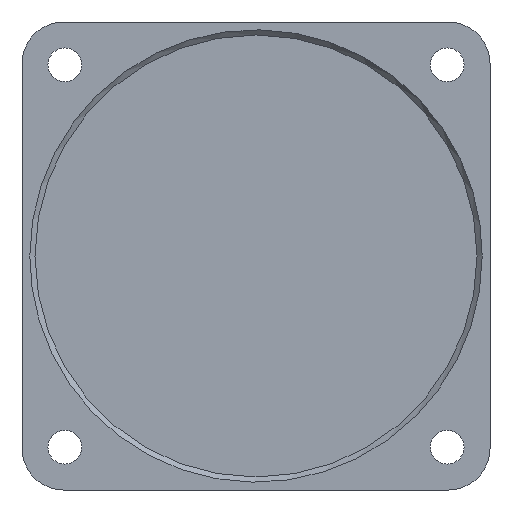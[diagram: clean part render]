
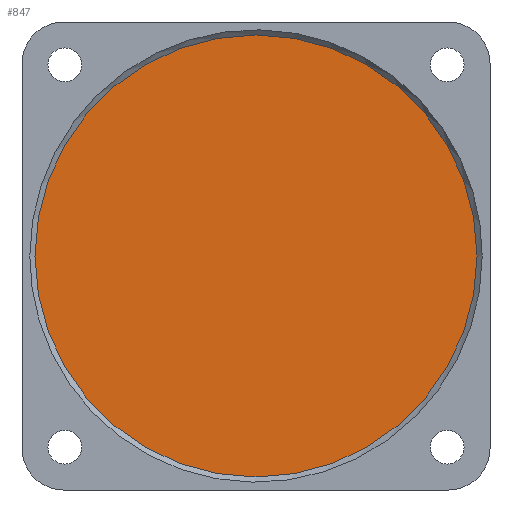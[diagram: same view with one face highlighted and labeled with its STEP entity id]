
A CAD part, left-side view. The second image highlights one B-rep face of the part: STEP entity #847.
In plain terms, the highlighted planar face has unit normal (-1, 0, 0).
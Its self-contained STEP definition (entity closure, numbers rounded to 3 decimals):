
#344=ORIENTED_EDGE('',*,*,#450,.F.);
#450=EDGE_CURVE('',#525,#525,#579,.T.);
#525=VERTEX_POINT('',#1697);
#579=CIRCLE('',#964,42.5);
#670=EDGE_LOOP('',(#344));
#764=FACE_BOUND('',#670,.T.);
#791=PLANE('',#967);
#847=ADVANCED_FACE('',(#764),#791,.F.);
#964=AXIS2_PLACEMENT_3D('',#1696,#1214,#1215);
#967=AXIS2_PLACEMENT_3D('',#1701,#1220,#1221);
#1214=DIRECTION('',(1.,0.,0.));
#1215=DIRECTION('',(0.,0.,-1.));
#1220=DIRECTION('',(1.,0.,0.));
#1221=DIRECTION('',(0.,0.,-1.));
#1696=CARTESIAN_POINT('',(2638.792,-775.157,0.));
#1697=CARTESIAN_POINT('',(2638.792,-775.157,-42.5));
#1701=CARTESIAN_POINT('',(2638.792,-775.157,0.));
